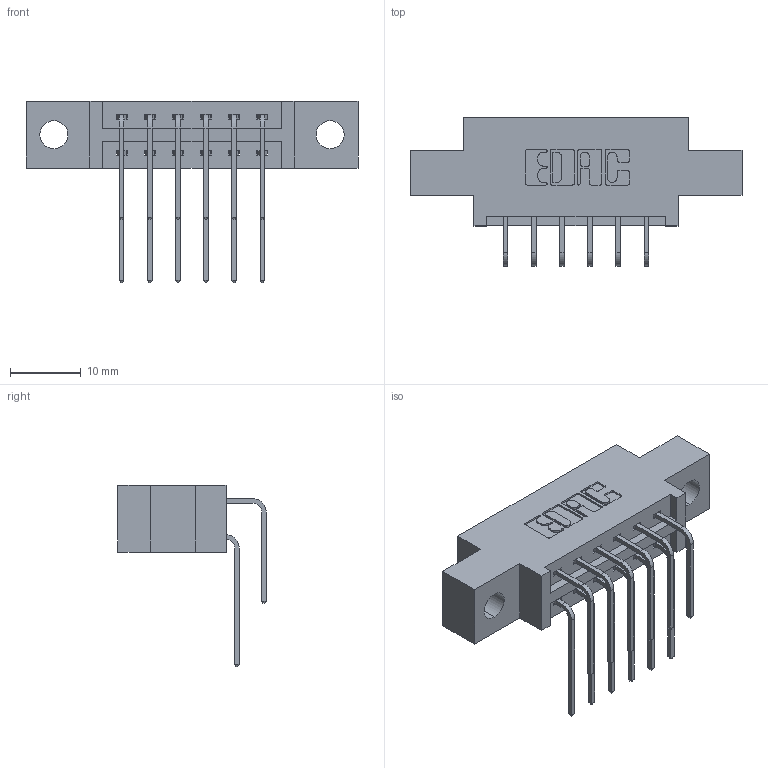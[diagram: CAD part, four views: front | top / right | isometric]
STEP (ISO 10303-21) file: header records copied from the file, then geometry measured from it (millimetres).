
FILE_DESCRIPTION (( 'STEP AP203' ), '1' );
FILE_NAME ('337-012-559-804.STEP', '2019-10-10T16:26:42', ( '' ), ( '' ), 'SwSTEP 2.0', 'SolidWorks 2016', '' );
FILE_SCHEMA (( 'CONFIG_CONTROL_DESIGN' ));
Length unit declared in the file: inch
Products named in the file (4): 345-292-001_559 Tail - 2; 345-292-001_558 559 Tail - 1; 337 Part_0.170 Offset - 0.156 Dia-TH; 337-012-559-804
Assembly tree (13 placements, depth 2):
  337-012-559-804
    337 Part_0.170 Offset - 0.156 Dia-TH
    345-292-001_558 559 Tail - 1  x6
    345-292-001_559 Tail - 2  x6
Bounding box: 46.79 x 20.9 x 25.53 mm (x, y, z)
Volume: 4315.4 mm3; surface area: 4781.7 mm2
Topology: 13 solids, 13 shells, 790 faces, 2327 edges, 1534 vertices
Faces by surface type: plane 554, cylinder 236
Entity records: 11227 total; most frequent: CARTESIAN_POINT 1969, ORIENTED_EDGE 1854, DIRECTION 1723, EDGE_CURVE 927, LINE 759, VECTOR 759, VERTEX_POINT 614, AXIS2_PLACEMENT_3D 482
